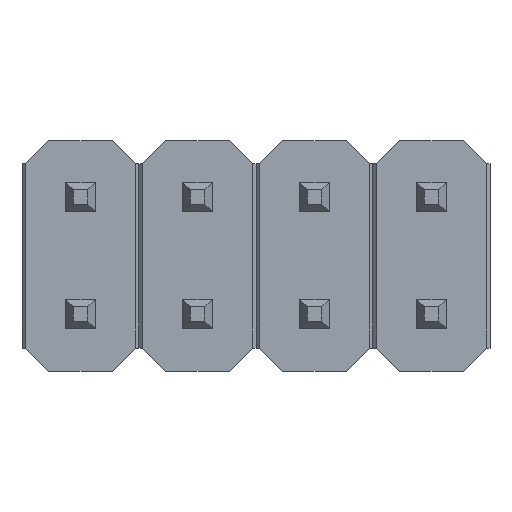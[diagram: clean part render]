
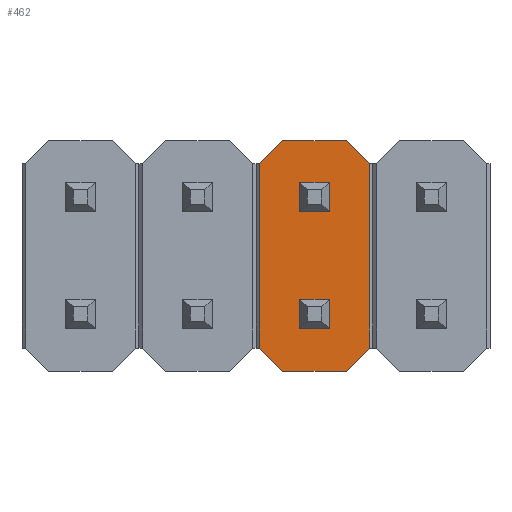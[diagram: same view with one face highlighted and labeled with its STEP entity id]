
A CAD part, top view. The second image highlights one B-rep face of the part: STEP entity #462.
In plain terms, the highlighted planar face has unit normal (0, 0, 1).
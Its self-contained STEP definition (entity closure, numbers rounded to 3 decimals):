
#462=ADVANCED_FACE('',(#1248),#1250,.T.);
#1248=FACE_BOUND('',#1249,.T.);
#1249=EDGE_LOOP('',(#1850,#1851,#1852,#1853,#1854,#1855,#1856,#1857));
#1250=PLANE('',#1251);
#1251=AXIS2_PLACEMENT_3D('',#1252,#1253,#1254);
#1252=CARTESIAN_POINT('',(2.54,0.,2.5));
#1253=DIRECTION('',(0.,0.,1.));
#1254=DIRECTION('',(1.,0.,0.));
#1850=ORIENTED_EDGE('',*,*,#2244,.T.);
#1851=ORIENTED_EDGE('',*,*,#2209,.T.);
#1852=ORIENTED_EDGE('',*,*,#2245,.T.);
#1853=ORIENTED_EDGE('',*,*,#2229,.T.);
#1854=ORIENTED_EDGE('',*,*,#2246,.T.);
#1855=ORIENTED_EDGE('',*,*,#2225,.T.);
#1856=ORIENTED_EDGE('',*,*,#2247,.T.);
#1857=ORIENTED_EDGE('',*,*,#2219,.T.);
#2209=EDGE_CURVE('',#2423,#2421,#2424,.T.);
#2219=EDGE_CURVE('',#2437,#2432,#2438,.T.);
#2225=EDGE_CURVE('',#2449,#2447,#2450,.T.);
#2229=EDGE_CURVE('',#2457,#2455,#2458,.T.);
#2244=EDGE_CURVE('',#2432,#2423,#2482,.F.);
#2245=EDGE_CURVE('',#2421,#2457,#2483,.T.);
#2246=EDGE_CURVE('',#2455,#2449,#2484,.F.);
#2247=EDGE_CURVE('',#2447,#2437,#2485,.T.);
#2421=VERTEX_POINT('',#2759);
#2423=VERTEX_POINT('',#2763);
#2424=LINE('',#2764,#2765);
#2432=VERTEX_POINT('',#2786);
#2437=VERTEX_POINT('',#2797);
#2438=LINE('',#2798,#2799);
#2447=VERTEX_POINT('',#2817);
#2449=VERTEX_POINT('',#2821);
#2450=LINE('',#2822,#2823);
#2455=VERTEX_POINT('',#2833);
#2457=VERTEX_POINT('',#2837);
#2458=LINE('',#2838,#2839);
#2482=LINE('',#2892,#2893);
#2483=LINE('',#2895,#2896);
#2484=LINE('',#2898,#2899);
#2485=LINE('',#2901,#2902);
#2759=CARTESIAN_POINT('',(5.765,3.77,2.5));
#2763=CARTESIAN_POINT('',(6.265,3.27,2.5));
#2764=CARTESIAN_POINT('',(6.265,3.27,2.5));
#2765=VECTOR('',#2766,1.);
#2766=DIRECTION('',(-0.707,0.707,0.));
#2786=CARTESIAN_POINT('',(6.265,-0.73,2.5));
#2797=CARTESIAN_POINT('',(5.765,-1.23,2.5));
#2798=CARTESIAN_POINT('',(5.765,-1.23,2.5));
#2799=VECTOR('',#2800,1.);
#2800=DIRECTION('',(0.707,0.707,0.));
#2817=CARTESIAN_POINT('',(4.395,-1.23,2.5));
#2821=CARTESIAN_POINT('',(3.895,-0.73,2.5));
#2822=CARTESIAN_POINT('',(3.895,-0.73,2.5));
#2823=VECTOR('',#2824,1.);
#2824=DIRECTION('',(0.707,-0.707,0.));
#2833=CARTESIAN_POINT('',(3.895,3.27,2.5));
#2837=CARTESIAN_POINT('',(4.395,3.77,2.5));
#2838=CARTESIAN_POINT('',(4.395,3.77,2.5));
#2839=VECTOR('',#2840,1.);
#2840=DIRECTION('',(-0.707,-0.707,0.));
#2892=CARTESIAN_POINT('',(6.265,3.27,2.5));
#2893=VECTOR('',#2894,1.);
#2894=DIRECTION('',(0.,-1.,0.));
#2895=CARTESIAN_POINT('',(5.765,3.77,2.5));
#2896=VECTOR('',#2897,1.);
#2897=DIRECTION('',(-1.,0.,0.));
#2898=CARTESIAN_POINT('',(3.895,-0.73,2.5));
#2899=VECTOR('',#2900,1.);
#2900=DIRECTION('',(0.,1.,0.));
#2901=CARTESIAN_POINT('',(4.395,-1.23,2.5));
#2902=VECTOR('',#2903,1.);
#2903=DIRECTION('',(1.,0.,0.));
